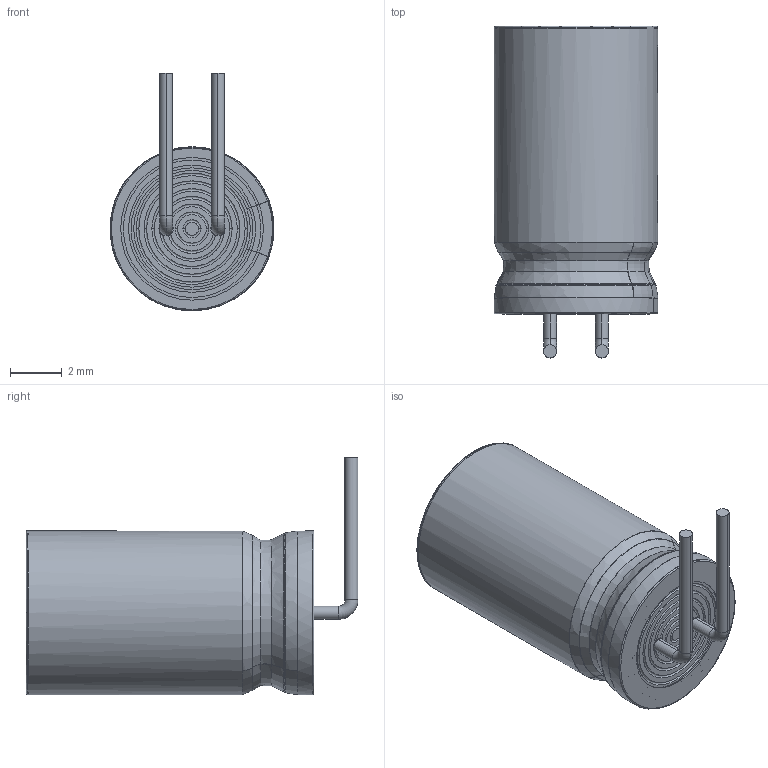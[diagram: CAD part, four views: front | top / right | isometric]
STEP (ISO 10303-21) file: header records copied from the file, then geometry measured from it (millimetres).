
FILE_DESCRIPTION (( 'STEP AP214' ), '1' );
FILE_NAME ('C_Radial_D6.5_L11_P2.STEP', '2022-10-29T20:52:57', ( '' ), ( '' ), 'SwSTEP 2.0', 'SolidWorks 2021', '' );
FILE_SCHEMA (( 'AUTOMOTIVE_DESIGN' ));
Length unit declared in the file: millimetre
Products named in the file (1): C_Radial_D6.5_L11_P2
Bounding box: 6.32 x 12.8 x 9.16 mm (x, y, z)
Volume: 344.9 mm3; surface area: 895.5 mm2
Topology: 6 solids, 6 shells, 207 faces, 654 edges, 482 vertices
Faces by surface type: bspline 65, cylinder 54, plane 51, torus 37
Entity records: 11484 total; most frequent: CARTESIAN_POINT 3789, ORIENTED_EDGE 1308, DIRECTION 1038, EDGE_CURVE 654, VERTEX_POINT 482, AXIS2_PLACEMENT_3D 434, CIRCLE 291, EDGE_LOOP 234
